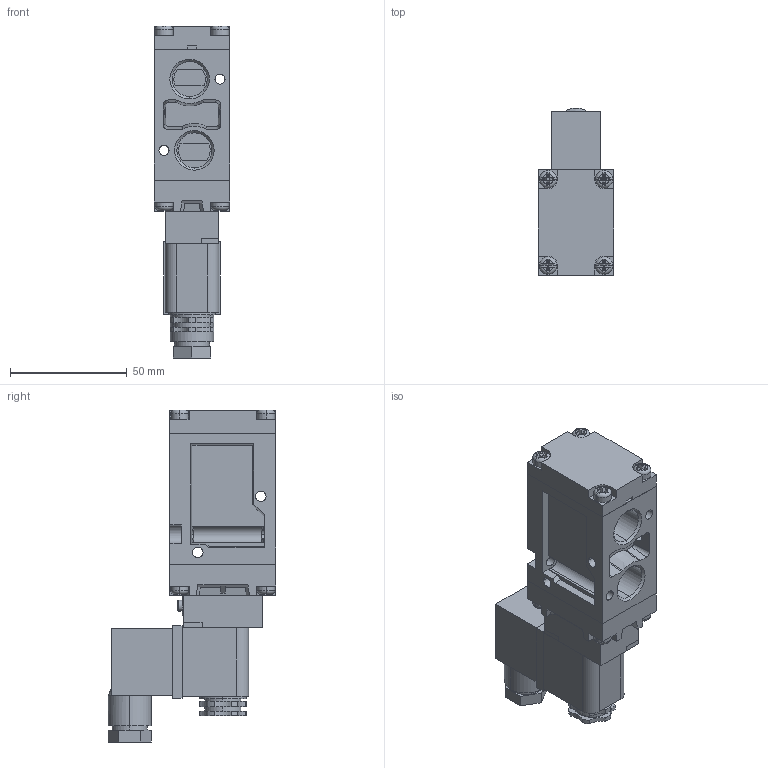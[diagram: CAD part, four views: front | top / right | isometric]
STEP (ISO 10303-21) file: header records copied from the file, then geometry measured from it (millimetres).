
FILE_DESCRIPTION (( 'STEP AP203' ), '1' );
FILE_NAME ('SF5601-IP-SC2-CD2.STEP', '2016-01-05T00:47:26', ( 'yrd8' ), ( '' ), 'SwSTEP 2.0', 'SolidWorks 2008', '' );
FILE_SCHEMA (( 'CONFIG_CONTROL_DESIGN' ));
Length unit declared in the file: millimetre
Products named in the file (6): SF5601-IP-SC2-CD2; SF5600 Body_ル遽; SF5000 Semi_晦獄 撲薑; SF5000 Pilot_ル遽; CN2_ル遽; SF5000 Body Cover_ル遽
Assembly tree (5 placements, depth 2):
  SF5601-IP-SC2-CD2
    SF5000 Pilot_ル遽
    CN2_ル遽
    SF5600 Body_ル遽
    SF5000 Semi_晦獄 撲薑
    SF5000 Body Cover_ル遽
Bounding box: 32.5 x 71.95 x 142.2 mm (x, y, z)
Volume: 148865.3 mm3; surface area: 42574.5 mm2
Topology: 5 solids, 5 shells, 600 faces, 1563 edges, 1013 vertices
Faces by surface type: plane 397, cylinder 127, cone 60, torus 16
Entity records: 19106 total; most frequent: CARTESIAN_POINT 3660, ORIENTED_EDGE 3122, DIRECTION 3020, EDGE_CURVE 1561, VECTOR 1072, LINE 1072, VERTEX_POINT 1012, AXIS2_PLACEMENT_3D 974
